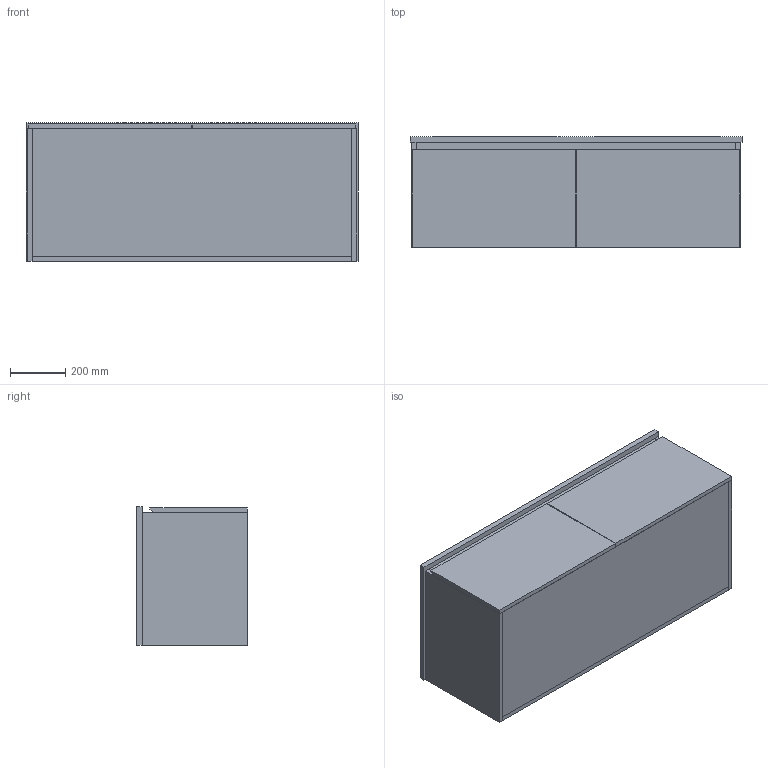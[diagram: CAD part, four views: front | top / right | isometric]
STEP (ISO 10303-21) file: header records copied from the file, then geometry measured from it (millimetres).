
FILE_DESCRIPTION (( 'STEP AP214' ), '1' );
FILE_NAME ('AD Slim Benchtop 1200D ASSEM.STEP', '2019-03-08T00:25:05', ( '' ), ( '' ), 'SwSTEP 2.0', 'SolidWorks 2015', '' );
FILE_SCHEMA (( 'AUTOMOTIVE_DESIGN' ));
Length unit declared in the file: millimetre
Products named in the file (7): Posh Solus Under Counter Basin ASSEM.SLDPRT; 1200D undercounter top ASSEM; Posh Solus Under Counter Basin; AD Slim Benchtop 1200D; CERAMIC OVERFLOW COVER; AD Slim Benchtop 1200D ASSEM; 1200D undercounter top
Assembly tree (7 placements, depth 4):
  AD Slim Benchtop 1200D ASSEM
    1200D undercounter top ASSEM
      1200D undercounter top
      Posh Solus Under Counter Basin ASSEM.SLDPRT  x2
        Posh Solus Under Counter Basin
        CERAMIC OVERFLOW COVER
    AD Slim Benchtop 1200D
Bounding box: 1200 x 400 x 500 mm (x, y, z)
Volume: 45216769.7 mm3; surface area: 6062636.3 mm2
Topology: 12 solids, 12 shells, 196 faces, 440 edges, 274 vertices
Faces by surface type: plane 130, cylinder 36, sphere 12, torus 12, bspline 6
Entity records: 4205 total; most frequent: CARTESIAN_POINT 772, DIRECTION 632, ORIENTED_EDGE 590, EDGE_CURVE 295, VECTOR 214, LINE 214, AXIS2_PLACEMENT_3D 209, VERTEX_POINT 187
